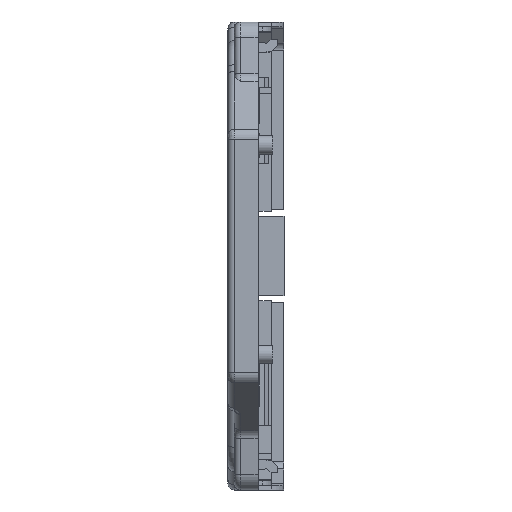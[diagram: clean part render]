
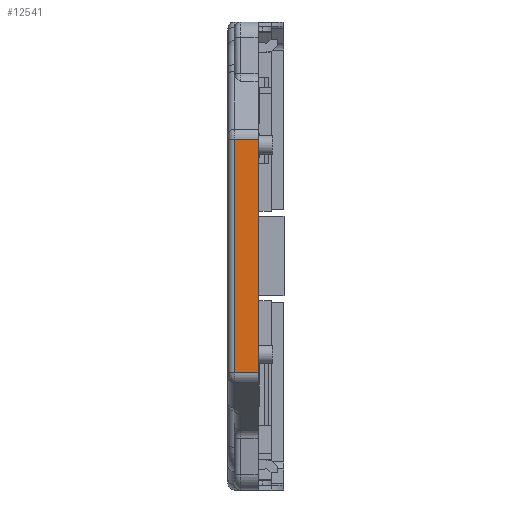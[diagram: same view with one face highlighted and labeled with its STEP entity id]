
A CAD part, left-side view. The second image highlights one B-rep face of the part: STEP entity #12541.
In plain terms, the highlighted planar face has unit normal (-1, 0, 0).
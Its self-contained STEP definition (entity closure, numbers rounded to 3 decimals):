
#1197=FACE_OUTER_BOUND('',#1928,.T.);
#1928=EDGE_LOOP('',(#10515,#10516,#10517,#10518));
#3352=LINE('',#21859,#4632);
#3359=LINE('',#21883,#4639);
#3360=LINE('',#21886,#4640);
#3361=LINE('',#21887,#4641);
#4632=VECTOR('',#16455,10.);
#4639=VECTOR('',#16476,10.);
#4640=VECTOR('',#16479,10.);
#4641=VECTOR('',#16480,10.);
#5947=VERTEX_POINT('',#21855);
#5949=VERTEX_POINT('',#21858);
#5952=VERTEX_POINT('',#21865);
#5960=VERTEX_POINT('',#21885);
#7563=EDGE_CURVE('',#5947,#5949,#3352,.T.);
#7576=EDGE_CURVE('',#5949,#5952,#3359,.T.);
#7577=EDGE_CURVE('',#5960,#5947,#3360,.T.);
#7578=EDGE_CURVE('',#5952,#5960,#3361,.T.);
#10515=ORIENTED_EDGE('',*,*,#7577,.F.);
#10516=ORIENTED_EDGE('',*,*,#7578,.F.);
#10517=ORIENTED_EDGE('',*,*,#7576,.F.);
#10518=ORIENTED_EDGE('',*,*,#7563,.F.);
#11996=PLANE('',#13590);
#12541=ADVANCED_FACE('',(#1197),#11996,.T.);
#13590=AXIS2_PLACEMENT_3D('',#21884,#16477,#16478);
#16455=DIRECTION('',(0.,-1.,0.));
#16476=DIRECTION('',(0.,0.,-1.));
#16477=DIRECTION('center_axis',(-1.,0.,0.));
#16478=DIRECTION('ref_axis',(0.,0.,1.));
#16479=DIRECTION('',(0.,0.,1.));
#16480=DIRECTION('',(0.,1.,0.));
#21855=CARTESIAN_POINT('',(-104.,-0.5,18.95));
#21858=CARTESIAN_POINT('',(-104.,-4.399,18.95));
#21859=CARTESIAN_POINT('',(-104.,-4.399,18.95));
#21865=CARTESIAN_POINT('',(-104.,-4.399,-18.95));
#21883=CARTESIAN_POINT('',(-104.,-4.399,19.991));
#21884=CARTESIAN_POINT('Origin',(-104.,-4.399,-19.991));
#21885=CARTESIAN_POINT('',(-104.,-0.5,-18.95));
#21886=CARTESIAN_POINT('',(-104.,-0.5,-8.579));
#21887=CARTESIAN_POINT('',(-104.,-4.399,-18.95));
